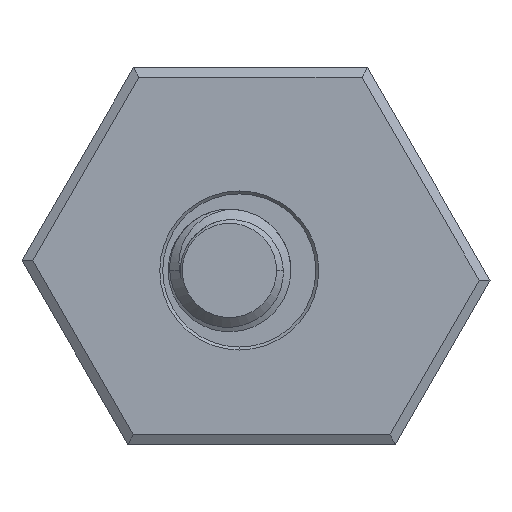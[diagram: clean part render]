
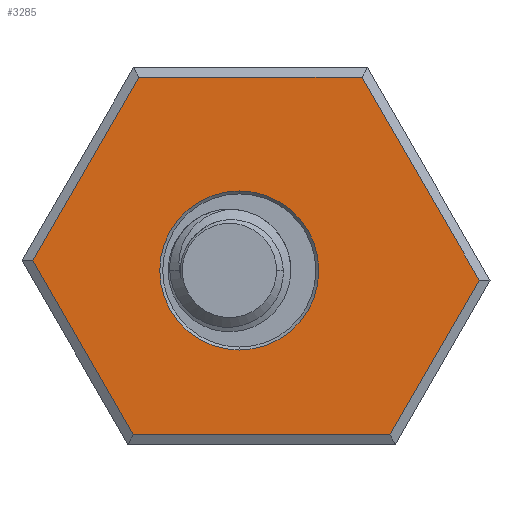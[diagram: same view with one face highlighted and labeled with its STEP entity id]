
A CAD part, front view. The second image highlights one B-rep face of the part: STEP entity #3285.
In plain terms, the highlighted planar face has unit normal (0, -1, 0).
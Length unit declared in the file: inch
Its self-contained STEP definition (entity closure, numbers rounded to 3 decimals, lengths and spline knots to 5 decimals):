
#70 = DIRECTION ( 'NONE',  ( 0., 0., -1. ) ) ;
#350 = CARTESIAN_POINT ( 'NONE',  ( -0.40994, 0., 0.78877 ) ) ;
#526 = EDGE_CURVE ( 'NONE', #1219, #655, #3198, .T. ) ;
#570 = LINE ( 'NONE', #8710, #6891 ) ;
#655 = VERTEX_POINT ( 'NONE', #350 ) ;
#971 = PLANE ( 'NONE',  #7055 ) ;
#1219 = VERTEX_POINT ( 'NONE', #2523 ) ;
#1245 = CIRCLE ( 'NONE', #6073, 0.3245 ) ;
#1441 = AXIS2_PLACEMENT_3D ( 'NONE', #10620, #11522, #5841 ) ;
#1469 = LINE ( 'NONE', #2552, #8416 ) ;
#1887 = EDGE_CURVE ( 'NONE', #5176, #11815, #7097, .T. ) ;
#2021 = CARTESIAN_POINT ( 'NONE',  ( 0.97899, 0., -0.03937 ) ) ;
#2138 = DIRECTION ( 'NONE',  ( -1., 0., 0. ) ) ;
#2523 = CARTESIAN_POINT ( 'NONE',  ( -0.8426, 0., 0.03937 ) ) ;
#2552 = CARTESIAN_POINT ( 'NONE',  ( -0.05233, 0., -1.32943 ) ) ;
#3047 = VECTOR ( 'NONE', #11555, 39.37008 ) ;
#3198 = LINE ( 'NONE', #9650, #10496 ) ;
#3285 = ADVANCED_FACE ( 'NONE', ( #3761, #9243 ), #971, .T. ) ;
#3464 = ORIENTED_EDGE ( 'NONE', *, *, #7876, .T. ) ;
#3525 = ORIENTED_EDGE ( 'NONE', *, *, #526, .F. ) ;
#3601 = CARTESIAN_POINT ( 'NONE',  ( 0.22281, 0., -1.34911 ) ) ;
#3761 = FACE_OUTER_BOUND ( 'NONE', #5005, .T. ) ;
#3820 = EDGE_LOOP ( 'NONE', ( #7456, #3464 ) ) ;
#4268 = DIRECTION ( 'NONE',  ( 0.5, 0., 0.866 ) ) ;
#4280 = VERTEX_POINT ( 'NONE', #6672 ) ;
#4302 = CARTESIAN_POINT ( 'NONE',  ( 1.27977, 0., -0.56034 ) ) ;
#4318 = VERTEX_POINT ( 'NONE', #8599 ) ;
#4339 = CIRCLE ( 'NONE', #1441, 0.3245 ) ;
#4484 = VERTEX_POINT ( 'NONE', #6455 ) ;
#4668 = CARTESIAN_POINT ( 'NONE',  ( 0., 0., 0. ) ) ;
#4751 = CARTESIAN_POINT ( 'NONE',  ( 0.61451, 0., -0.67066 ) ) ;
#5005 = EDGE_LOOP ( 'NONE', ( #8472, #8153, #3525, #6303, #5956, #10100 ) ) ;
#5176 = VERTEX_POINT ( 'NONE', #4751 ) ;
#5246 = DIRECTION ( 'NONE',  ( 0.5, 0., 0.866 ) ) ;
#5480 = EDGE_CURVE ( 'NONE', #4318, #1219, #1469, .T. ) ;
#5841 = DIRECTION ( 'NONE',  ( 0., 0., -1. ) ) ;
#5881 = EDGE_CURVE ( 'NONE', #4484, #655, #570, .T. ) ;
#5956 = ORIENTED_EDGE ( 'NONE', *, *, #9716, .F. ) ;
#6073 = AXIS2_PLACEMENT_3D ( 'NONE', #7475, #11181, #6697 ) ;
#6235 = DIRECTION ( 'NONE',  ( -0.5, 0., 0.866 ) ) ;
#6303 = ORIENTED_EDGE ( 'NONE', *, *, #5480, .F. ) ;
#6404 = VERTEX_POINT ( 'NONE', #6452 ) ;
#6452 = CARTESIAN_POINT ( 'NONE',  ( 0., 0., 0.3245 ) ) ;
#6455 = CARTESIAN_POINT ( 'NONE',  ( 0.50086, 0., 0.78877 ) ) ;
#6672 = CARTESIAN_POINT ( 'NONE',  ( 0., 0., -0.3245 ) ) ;
#6697 = DIRECTION ( 'NONE',  ( 0., 0., -1. ) ) ;
#6891 = VECTOR ( 'NONE', #9678, 39.37008 ) ;
#7037 = VECTOR ( 'NONE', #4268, 39.37008 ) ;
#7055 = AXIS2_PLACEMENT_3D ( 'NONE', #4668, #8337, #70 ) ;
#7097 = LINE ( 'NONE', #3601, #7037 ) ;
#7182 = LINE ( 'NONE', #4302, #3047 ) ;
#7286 = VECTOR ( 'NONE', #2138, 39.37008 ) ;
#7456 = ORIENTED_EDGE ( 'NONE', *, *, #7816, .T. ) ;
#7475 = CARTESIAN_POINT ( 'NONE',  ( 0., 0., 0. ) ) ;
#7696 = LINE ( 'NONE', #10552, #7286 ) ;
#7816 = EDGE_CURVE ( 'NONE', #4280, #6404, #1245, .T. ) ;
#7876 = EDGE_CURVE ( 'NONE', #6404, #4280, #4339, .T. ) ;
#8153 = ORIENTED_EDGE ( 'NONE', *, *, #5881, .T. ) ;
#8337 = DIRECTION ( 'NONE',  ( 0., -1., 0. ) ) ;
#8416 = VECTOR ( 'NONE', #6235, 39.37008 ) ;
#8472 = ORIENTED_EDGE ( 'NONE', *, *, #8903, .T. ) ;
#8599 = CARTESIAN_POINT ( 'NONE',  ( -0.43267, 0., -0.67066 ) ) ;
#8710 = CARTESIAN_POINT ( 'NONE',  ( 0., 0., 0.78877 ) ) ;
#8903 = EDGE_CURVE ( 'NONE', #11815, #4484, #7182, .T. ) ;
#9243 = FACE_BOUND ( 'NONE', #3820, .T. ) ;
#9650 = CARTESIAN_POINT ( 'NONE',  ( -1.17748, 0., -0.54065 ) ) ;
#9678 = DIRECTION ( 'NONE',  ( -1., 0., 0. ) ) ;
#9716 = EDGE_CURVE ( 'NONE', #5176, #4318, #7696, .T. ) ;
#10100 = ORIENTED_EDGE ( 'NONE', *, *, #1887, .T. ) ;
#10496 = VECTOR ( 'NONE', #5246, 39.37008 ) ;
#10552 = CARTESIAN_POINT ( 'NONE',  ( 0., 0., -0.67066 ) ) ;
#10620 = CARTESIAN_POINT ( 'NONE',  ( 0., 0., 0. ) ) ;
#11181 = DIRECTION ( 'NONE',  ( 0., 1., 0. ) ) ;
#11522 = DIRECTION ( 'NONE',  ( 0., 1., 0. ) ) ;
#11555 = DIRECTION ( 'NONE',  ( -0.5, 0., 0.866 ) ) ;
#11815 = VERTEX_POINT ( 'NONE', #2021 ) ;
